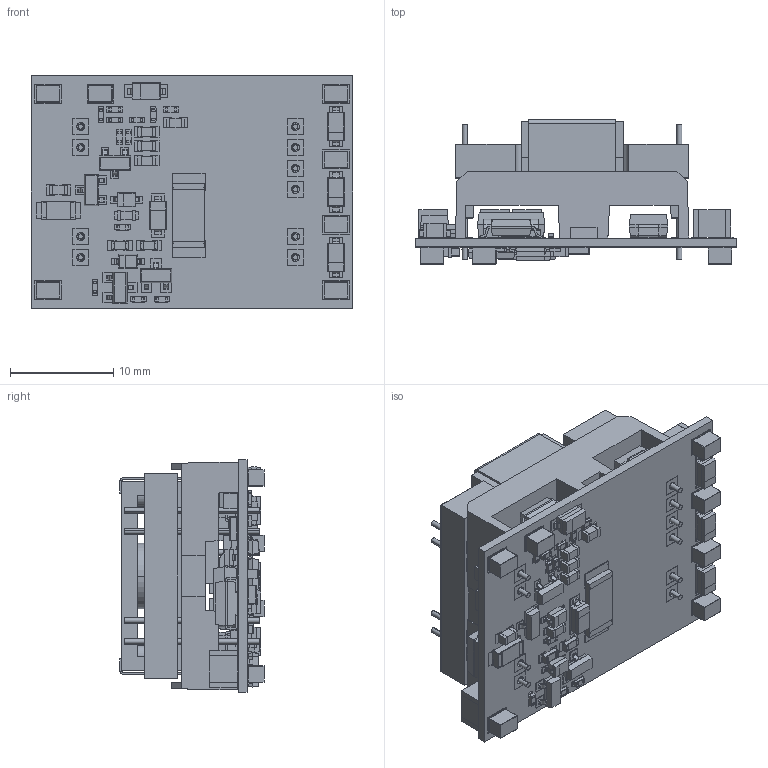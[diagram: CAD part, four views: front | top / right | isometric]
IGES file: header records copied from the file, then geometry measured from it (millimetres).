
Start section: SolidWorks IGES file using NURBS representation for surfaces
Global section: file name: MGJ6.IGS; native system: SolidWorks 2014; preprocessor: SolidWorks 2014; author: LFrancis; date: 150316.183125; units: millimetre
Bounding box: 31.24 x 14.03 x 22.61 mm (x, y, z)
Surface area: 9501.2 mm2 (no closed solid volume)
Topology: 0 solids, 0 shells, 3765 faces, 22252 edges, 22252 vertices
Faces by surface type: bspline 3765
